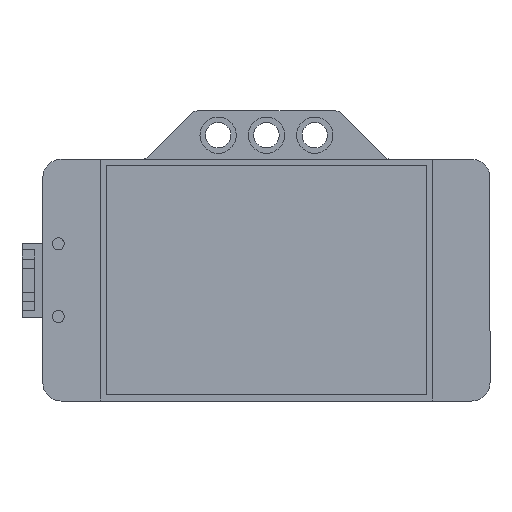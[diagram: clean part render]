
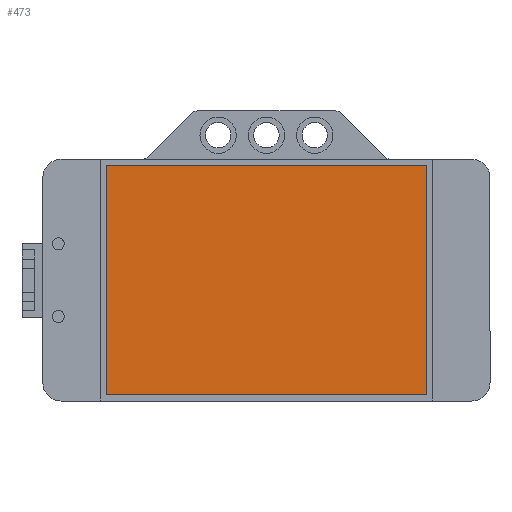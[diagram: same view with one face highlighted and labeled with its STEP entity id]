
A CAD part, front view. The second image highlights one B-rep face of the part: STEP entity #473.
In plain terms, the highlighted planar face has unit normal (0, -1, 0).
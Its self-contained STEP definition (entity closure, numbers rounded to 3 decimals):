
#27 = CARTESIAN_POINT ( 'NONE',  ( 0., -4.09, 0. ) ) ;
#346 = CARTESIAN_POINT ( 'NONE',  ( -26.5, -4.09, 19. ) ) ;
#473 = ADVANCED_FACE ( 'NONE', ( #3088 ), #2786, .T. ) ;
#506 = DIRECTION ( 'NONE',  ( 0., 0., -1. ) ) ;
#582 = EDGE_CURVE ( 'NONE', #3039, #4826, #3836, .T. ) ;
#596 = CARTESIAN_POINT ( 'NONE',  ( -26.5, -4.09, -19. ) ) ;
#617 = LINE ( 'NONE', #596, #5467 ) ;
#620 = DIRECTION ( 'NONE',  ( 1., 0., 0. ) ) ;
#928 = DIRECTION ( 'NONE',  ( -1., 0., 0. ) ) ;
#1166 = LINE ( 'NONE', #4190, #4774 ) ;
#1831 = CARTESIAN_POINT ( 'NONE',  ( 26.5, -4.09, -19. ) ) ;
#2007 = ORIENTED_EDGE ( 'NONE', *, *, #582, .T. ) ;
#2571 = EDGE_LOOP ( 'NONE', ( #4978, #2007, #4810, #2664 ) ) ;
#2574 = VECTOR ( 'NONE', #4084, 1000. ) ;
#2664 = ORIENTED_EDGE ( 'NONE', *, *, #4776, .T. ) ;
#2736 = EDGE_CURVE ( 'NONE', #6020, #3039, #1166, .T. ) ;
#2786 = PLANE ( 'NONE',  #4637 ) ;
#3039 = VERTEX_POINT ( 'NONE', #3738 ) ;
#3088 = FACE_OUTER_BOUND ( 'NONE', #2571, .T. ) ;
#3219 = CARTESIAN_POINT ( 'NONE',  ( 26.5, -4.09, -19. ) ) ;
#3276 = DIRECTION ( 'NONE',  ( 0., -1., 0. ) ) ;
#3294 = LINE ( 'NONE', #3219, #5721 ) ;
#3648 = CARTESIAN_POINT ( 'NONE',  ( 26.5, -4.09, 19. ) ) ;
#3738 = CARTESIAN_POINT ( 'NONE',  ( -26.5, -4.09, 19. ) ) ;
#3836 = LINE ( 'NONE', #346, #2574 ) ;
#4084 = DIRECTION ( 'NONE',  ( 0., 0., -1. ) ) ;
#4190 = CARTESIAN_POINT ( 'NONE',  ( 26.5, -4.09, 19. ) ) ;
#4637 = AXIS2_PLACEMENT_3D ( 'NONE', #27, #3276, #506 ) ;
#4774 = VECTOR ( 'NONE', #928, 1000. ) ;
#4776 = EDGE_CURVE ( 'NONE', #5701, #6020, #3294, .T. ) ;
#4810 = ORIENTED_EDGE ( 'NONE', *, *, #5420, .T. ) ;
#4826 = VERTEX_POINT ( 'NONE', #5221 ) ;
#4978 = ORIENTED_EDGE ( 'NONE', *, *, #2736, .T. ) ;
#5196 = DIRECTION ( 'NONE',  ( 0., 0., 1. ) ) ;
#5221 = CARTESIAN_POINT ( 'NONE',  ( -26.5, -4.09, -19. ) ) ;
#5420 = EDGE_CURVE ( 'NONE', #4826, #5701, #617, .T. ) ;
#5467 = VECTOR ( 'NONE', #620, 1000. ) ;
#5701 = VERTEX_POINT ( 'NONE', #1831 ) ;
#5721 = VECTOR ( 'NONE', #5196, 1000. ) ;
#6020 = VERTEX_POINT ( 'NONE', #3648 ) ;
